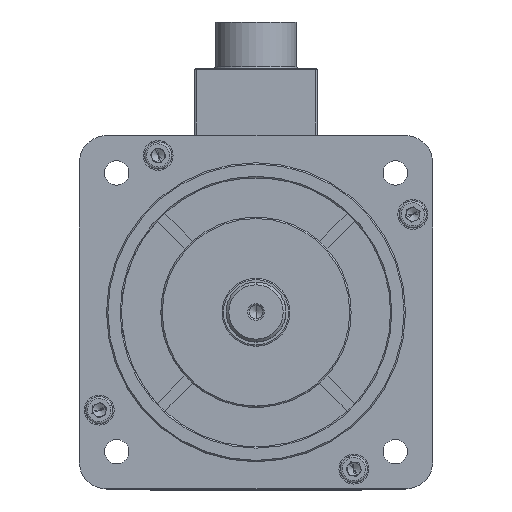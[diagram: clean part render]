
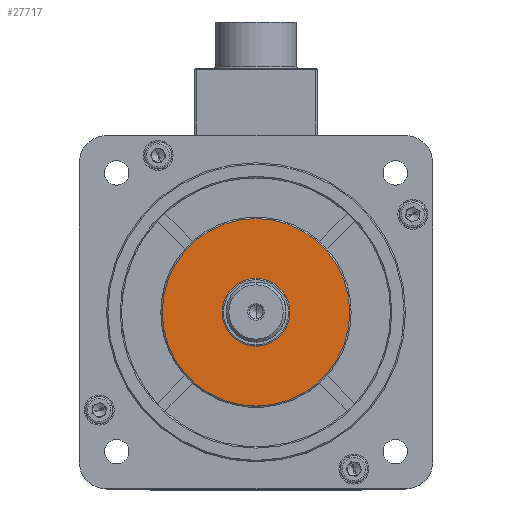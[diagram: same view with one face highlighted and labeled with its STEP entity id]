
A CAD part, top view. The second image highlights one B-rep face of the part: STEP entity #27717.
In plain terms, the highlighted planar face has unit normal (0, 0, 1).
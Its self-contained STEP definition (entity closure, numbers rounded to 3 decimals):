
#458 = CARTESIAN_POINT ( 'NONE',  ( 0., 0., 19. ) ) ;
#966 = CARTESIAN_POINT ( 'NONE',  ( 0., 0., 19. ) ) ;
#2457 = VERTEX_POINT ( 'NONE', #19117 ) ;
#4254 = EDGE_CURVE ( 'NONE', #35447, #2457, #26724, .T. ) ;
#5442 = CIRCLE ( 'NONE', #31248, 34.5 ) ;
#10028 = PLANE ( 'NONE',  #39197 ) ;
#11742 = DIRECTION ( 'NONE',  ( 1., 0., 0. ) ) ;
#11973 = CARTESIAN_POINT ( 'NONE',  ( 34.5, 0., 19. ) ) ;
#12802 = EDGE_CURVE ( 'NONE', #2457, #35447, #5442, .T. ) ;
#13402 = DIRECTION ( 'NONE',  ( 0., 0., 1. ) ) ;
#18128 = CARTESIAN_POINT ( 'NONE',  ( 0., 0., 19. ) ) ;
#18354 = DIRECTION ( 'NONE',  ( 0., 0., 1. ) ) ;
#18810 = EDGE_LOOP ( 'NONE', ( #24183, #32483 ) ) ;
#19117 = CARTESIAN_POINT ( 'NONE',  ( -34.5, 0., 19. ) ) ;
#24183 = ORIENTED_EDGE ( 'NONE', *, *, #12802, .T. ) ;
#24697 = AXIS2_PLACEMENT_3D ( 'NONE', #18128, #18354, #11742 ) ;
#26197 = FACE_OUTER_BOUND ( 'NONE', #18810, .T. ) ;
#26408 = DIRECTION ( 'NONE',  ( 1., 0., 0. ) ) ;
#26724 = CIRCLE ( 'NONE', #24697, 34.5 ) ;
#26919 = DIRECTION ( 'NONE',  ( 0., 0., 1. ) ) ;
#27717 = ADVANCED_FACE ( 'NONE', ( #26197 ), #10028, .T. ) ;
#31248 = AXIS2_PLACEMENT_3D ( 'NONE', #966, #26919, #37155 ) ;
#32483 = ORIENTED_EDGE ( 'NONE', *, *, #4254, .T. ) ;
#35447 = VERTEX_POINT ( 'NONE', #11973 ) ;
#37155 = DIRECTION ( 'NONE',  ( 1., 0., 0. ) ) ;
#39197 = AXIS2_PLACEMENT_3D ( 'NONE', #458, #13402, #26408 ) ;
